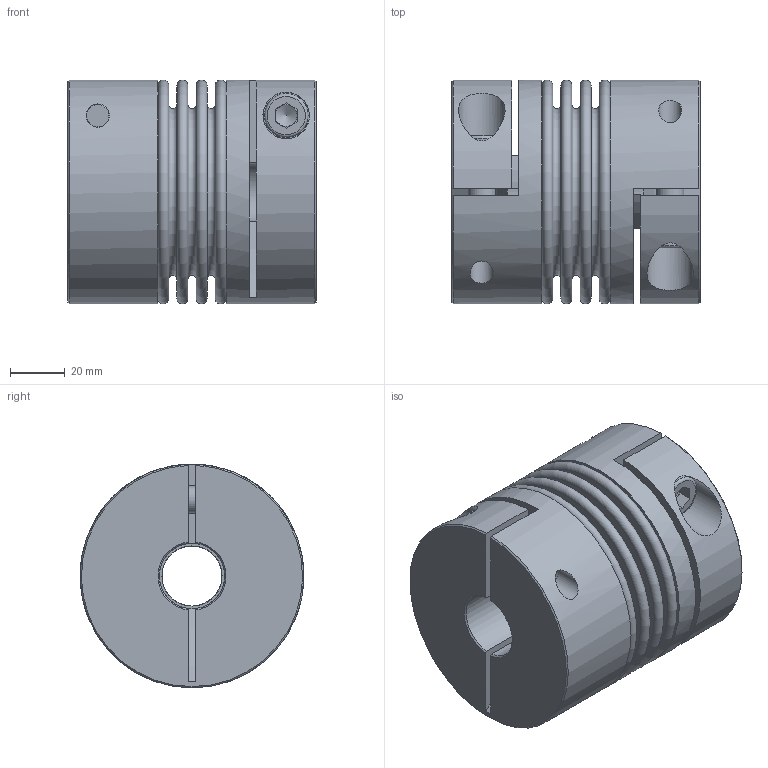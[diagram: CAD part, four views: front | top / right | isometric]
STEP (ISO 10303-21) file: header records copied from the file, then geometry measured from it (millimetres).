
FILE_DESCRIPTION(/* description */ ('STEP AP203'),/* implementation_level */ '2;1');
FILE_NAME(/* name */ 'KB4-80-91-24-22',/* time_stamp */ '2023-06-19T08:20:39+02:00',/* author */ ('License CC BY-ND 4.0'),/* organization */ ('CADENAS'),/* preprocessor_version */ 'ST-DEVELOPER v19.3',/* originating_system */ 'PARTsolutions',/* authorisation */ ' ');
FILE_SCHEMA (('CONFIG_CONTROL_DESIGN'));
Length unit declared in the file: millimetre
Products named in the file (1): KB4-80-91-24-22
Bounding box: 91 x 82 x 82 mm (x, y, z)
Volume: 306673.7 mm3; surface area: 93176 mm2
Topology: 1 solids, 3 shells, 116 faces, 246 edges, 158 vertices
Faces by surface type: plane 66, cylinder 22, torus 18, cone 10
Full cylindrical faces by diameter (mm): 8.5 x2, 10 x6, 16 x2, 17 x2, 22 x1, 24 x1, 70.7 x2, 82 x2
Entity records: 3000 total; most frequent: CARTESIAN_POINT 593, DIRECTION 516, ORIENTED_EDGE 396, AXIS2_PLACEMENT_3D 219, EDGE_CURVE 198, FACE_BOUND 190, EDGE_LOOP 188, VERTEX_POINT 152
